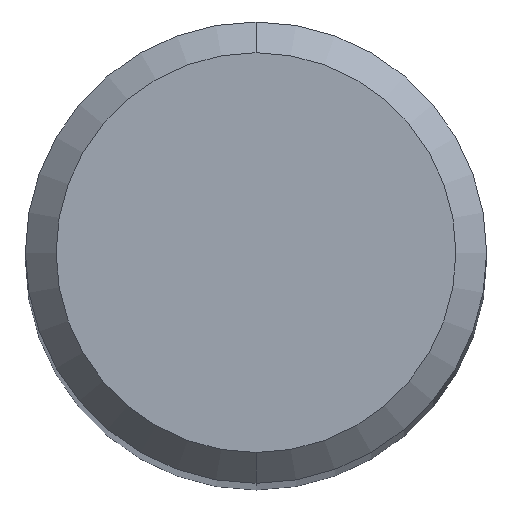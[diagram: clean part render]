
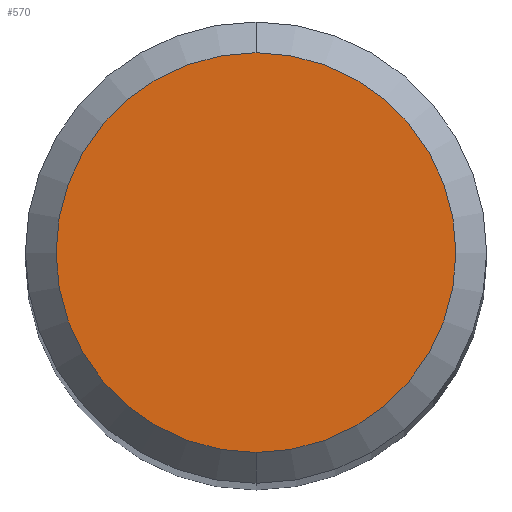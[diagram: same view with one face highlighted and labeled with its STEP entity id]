
A CAD part, top view. The second image highlights one B-rep face of the part: STEP entity #570.
In plain terms, the highlighted planar face has unit normal (0, 0, 1).
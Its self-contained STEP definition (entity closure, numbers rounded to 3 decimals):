
#570=ADVANCED_FACE('',(#1263),#1264,.T.);
#628=EDGE_CURVE('',#724,#766,#1329,.T.);
#658=EDGE_CURVE('',#766,#724,#1362,.T.);
#724=VERTEX_POINT('',#1439);
#766=VERTEX_POINT('',#1485);
#1263=FACE_OUTER_BOUND('',#3179,.T.);
#1264=PLANE('',#3180);
#1329=CIRCLE('',#3494,2.6);
#1362=CIRCLE('',#3644,2.6);
#1439=CARTESIAN_POINT('',(0.0,2.6,0.0));
#1485=CARTESIAN_POINT('',(0.,-2.6,0.0));
#3179=EDGE_LOOP('',(#10541,#10542));
#3180=AXIS2_PLACEMENT_3D('',#10543,#10544,#10545);
#3494=AXIS2_PLACEMENT_3D('',#10628,#10629,#10630);
#3644=AXIS2_PLACEMENT_3D('',#10674,#10675,#10676);
#10541=ORIENTED_EDGE('',*,*,#628,.F.);
#10542=ORIENTED_EDGE('',*,*,#658,.F.);
#10543=CARTESIAN_POINT('',(0.0,1.3,0.0));
#10544=DIRECTION('',(-0.0,0.0,1.0));
#10545=DIRECTION('',(0.0,-1.0,0.0));
#10628=CARTESIAN_POINT('',(0.0,0.0,0.0));
#10629=DIRECTION('',(0.0,0.0,-1.0));
#10630=DIRECTION('',(0.0,1.0,0.0));
#10674=CARTESIAN_POINT('',(0.0,0.0,0.0));
#10675=DIRECTION('',(0.0,0.0,-1.0));
#10676=DIRECTION('',(0.0,1.0,0.0));
